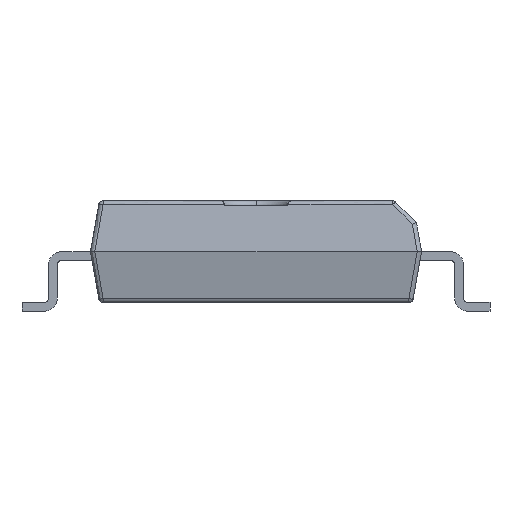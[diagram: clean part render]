
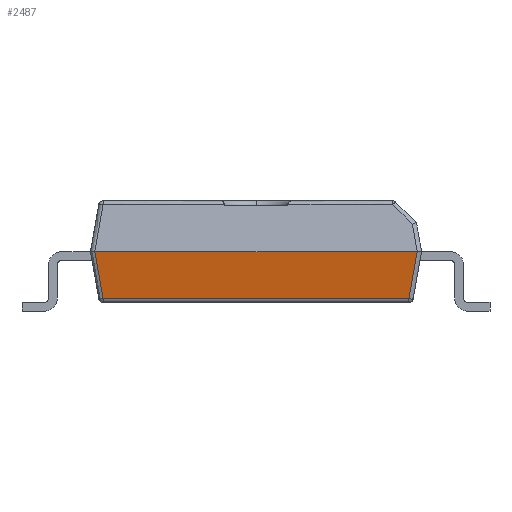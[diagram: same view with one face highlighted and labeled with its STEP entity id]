
A CAD part, left-side view. The second image highlights one B-rep face of the part: STEP entity #2487.
In plain terms, the highlighted free-form (B-spline) face has degree [1, 1] with [2, 2] control points.
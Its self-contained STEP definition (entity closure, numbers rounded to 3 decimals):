
#2487 = ADVANCED_FACE('',(#2488),#2518,.T.);
#2488 = FACE_BOUND('',#2489,.T.);
#2489 = EDGE_LOOP('',(#2490,#2499,#2506,#2513));
#2490 = ORIENTED_EDGE('',*,*,#2491,.F.);
#2491 = EDGE_CURVE('',#2492,#2494,#2496,.T.);
#2492 = VERTEX_POINT('',#2493);
#2493 = CARTESIAN_POINT('',(-5.15,3.652,1.35));
#2494 = VERTEX_POINT('',#2495);
#2495 = CARTESIAN_POINT('',(-5.15,-3.652,1.35));
#2496 = B_SPLINE_CURVE_WITH_KNOTS('',1,(#2497,#2498),.UNSPECIFIED.,.F.,
  .F.,(2,2),(0.098,7.402),
  .PIECEWISE_BEZIER_KNOTS.);
#2497 = CARTESIAN_POINT('',(-5.15,3.652,1.35));
#2498 = CARTESIAN_POINT('',(-5.15,-3.652,1.35));
#2499 = ORIENTED_EDGE('',*,*,#2500,.T.);
#2500 = EDGE_CURVE('',#2492,#2501,#2503,.T.);
#2501 = VERTEX_POINT('',#2502);
#2502 = CARTESIAN_POINT('',(-4.962,3.463,
    0.283));
#2503 = B_SPLINE_CURVE_WITH_KNOTS('',1,(#2504,#2505),.UNSPECIFIED.,.F.,
  .F.,(2,2),(0.017,1.117),
  .PIECEWISE_BEZIER_KNOTS.);
#2504 = CARTESIAN_POINT('',(-5.15,3.652,1.35));
#2505 = CARTESIAN_POINT('',(-4.962,3.463,
    0.283));
#2506 = ORIENTED_EDGE('',*,*,#2507,.T.);
#2507 = EDGE_CURVE('',#2501,#2508,#2510,.T.);
#2508 = VERTEX_POINT('',#2509);
#2509 = CARTESIAN_POINT('',(-4.962,-3.463,
    0.283));
#2510 = B_SPLINE_CURVE_WITH_KNOTS('',1,(#2511,#2512),.UNSPECIFIED.,.F.,
  .F.,(2,2),(-7.011,-0.084),
  .PIECEWISE_BEZIER_KNOTS.);
#2511 = CARTESIAN_POINT('',(-4.962,3.463,
    0.283));
#2512 = CARTESIAN_POINT('',(-4.962,-3.463,
    0.283));
#2513 = ORIENTED_EDGE('',*,*,#2514,.T.);
#2514 = EDGE_CURVE('',#2508,#2494,#2515,.T.);
#2515 = B_SPLINE_CURVE_WITH_KNOTS('',1,(#2516,#2517),.UNSPECIFIED.,.F.,
  .F.,(2,2),(0.166,1.266),.PIECEWISE_BEZIER_KNOTS.);
#2516 = CARTESIAN_POINT('',(-4.962,-3.463,
    0.283));
#2517 = CARTESIAN_POINT('',(-5.15,-3.652,1.35));
#2518 = B_SPLINE_SURFACE_WITH_KNOTS('',1,1,(
    (#2519,#2520)
    ,(#2521,#2522
    )),.UNSPECIFIED.,.F.,.F.,.F.,(2,2),(2,2),(-1.084,
    0.),(-7.402,-0.098),
  .PIECEWISE_BEZIER_KNOTS.);
#2519 = CARTESIAN_POINT('',(-4.962,-3.652,
    0.283));
#2520 = CARTESIAN_POINT('',(-4.962,3.652,
    0.283));
#2521 = CARTESIAN_POINT('',(-5.15,-3.652,1.35));
#2522 = CARTESIAN_POINT('',(-5.15,3.652,1.35));
